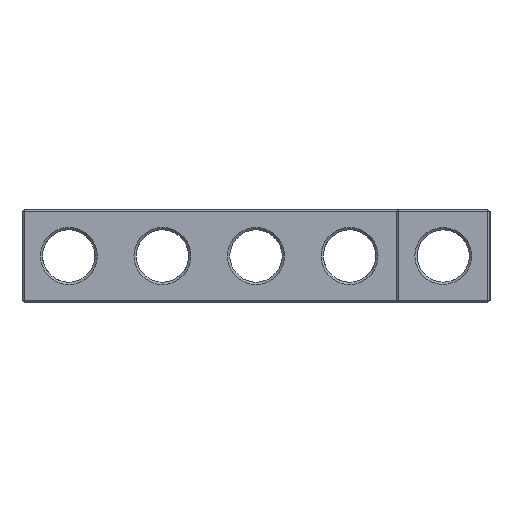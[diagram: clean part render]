
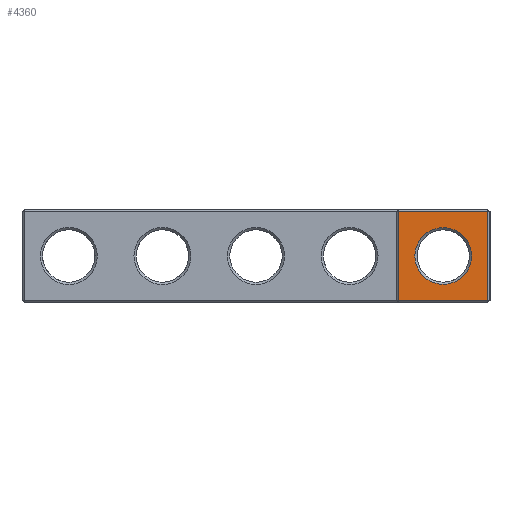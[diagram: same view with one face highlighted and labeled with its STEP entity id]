
A CAD part, left-side view. The second image highlights one B-rep face of the part: STEP entity #4360.
In plain terms, the highlighted planar face has unit normal (-1, 0, 0).
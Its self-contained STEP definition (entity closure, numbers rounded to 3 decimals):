
#326 = PLANE('',#327);
#327 = AXIS2_PLACEMENT_3D('',#328,#329,#330);
#328 = CARTESIAN_POINT('',(-106.1,6.1,0.));
#329 = DIRECTION('',(0.707,-0.707,0.)
  );
#330 = DIRECTION('',(0.,0.,-1.));
#1182 = VERTEX_POINT('',#1183);
#1183 = CARTESIAN_POINT('',(-106.25,5.95,0.3));
#1204 = EDGE_CURVE('',#1182,#1205,#1207,.T.);
#1205 = VERTEX_POINT('',#1206);
#1206 = CARTESIAN_POINT('',(-106.25,5.95,12.2));
#1207 = SURFACE_CURVE('',#1208,(#1212,#1219),.PCURVE_S1.);
#1208 = LINE('',#1209,#1210);
#1209 = CARTESIAN_POINT('',(-106.25,5.95,0.));
#1210 = VECTOR('',#1211,1.);
#1211 = DIRECTION('',(0.,0.,1.));
#1212 = PCURVE('',#326,#1213);
#1213 = DEFINITIONAL_REPRESENTATION('',(#1214),#1218);
#1214 = LINE('',#1215,#1216);
#1215 = CARTESIAN_POINT('',(0.,-0.212));
#1216 = VECTOR('',#1217,1.);
#1217 = DIRECTION('',(-1.,0.));
#1218 = ( GEOMETRIC_REPRESENTATION_CONTEXT(2) 
PARAMETRIC_REPRESENTATION_CONTEXT() REPRESENTATION_CONTEXT('2D SPACE',''
  ) );
#1219 = PCURVE('',#1220,#1225);
#1220 = PLANE('',#1221);
#1221 = AXIS2_PLACEMENT_3D('',#1222,#1223,#1224);
#1222 = CARTESIAN_POINT('',(-106.25,6.25,0.));
#1223 = DIRECTION('',(1.,0.,0.));
#1224 = DIRECTION('',(0.,-1.,0.));
#1225 = DEFINITIONAL_REPRESENTATION('',(#1226),#1230);
#1226 = LINE('',#1227,#1228);
#1227 = CARTESIAN_POINT('',(0.3,0.));
#1228 = VECTOR('',#1229,1.);
#1229 = DIRECTION('',(0.,-1.));
#1230 = ( GEOMETRIC_REPRESENTATION_CONTEXT(2) 
PARAMETRIC_REPRESENTATION_CONTEXT() REPRESENTATION_CONTEXT('2D SPACE',''
  ) );
#1741 = PLANE('',#1742);
#1742 = AXIS2_PLACEMENT_3D('',#1743,#1744,#1745);
#1743 = CARTESIAN_POINT('',(-106.1,6.25,0.15));
#1744 = DIRECTION('',(0.707,0.,0.707)
  );
#1745 = DIRECTION('',(0.,-1.,0.));
#2617 = PLANE('',#2618);
#2618 = AXIS2_PLACEMENT_3D('',#2619,#2620,#2621);
#2619 = CARTESIAN_POINT('',(-106.1,6.25,12.35));
#2620 = DIRECTION('',(-0.707,0.,0.707
    ));
#2621 = DIRECTION('',(0.,-1.,0.));
#4360 = ADVANCED_FACE('',(#4361,#4436),#1220,.F.);
#4361 = FACE_BOUND('',#4362,.F.);
#4362 = EDGE_LOOP('',(#4363,#4393,#4414,#4415));
#4363 = ORIENTED_EDGE('',*,*,#4364,.F.);
#4364 = EDGE_CURVE('',#4365,#4367,#4369,.T.);
#4365 = VERTEX_POINT('',#4366);
#4366 = CARTESIAN_POINT('',(-106.25,-5.95,0.3));
#4367 = VERTEX_POINT('',#4368);
#4368 = CARTESIAN_POINT('',(-106.25,-5.95,12.2));
#4369 = SURFACE_CURVE('',#4370,(#4374,#4381),.PCURVE_S1.);
#4370 = LINE('',#4371,#4372);
#4371 = CARTESIAN_POINT('',(-106.25,-5.95,0.));
#4372 = VECTOR('',#4373,1.);
#4373 = DIRECTION('',(0.,0.,1.));
#4374 = PCURVE('',#1220,#4375);
#4375 = DEFINITIONAL_REPRESENTATION('',(#4376),#4380);
#4376 = LINE('',#4377,#4378);
#4377 = CARTESIAN_POINT('',(12.2,0.));
#4378 = VECTOR('',#4379,1.);
#4379 = DIRECTION('',(0.,-1.));
#4380 = ( GEOMETRIC_REPRESENTATION_CONTEXT(2) 
PARAMETRIC_REPRESENTATION_CONTEXT() REPRESENTATION_CONTEXT('2D SPACE',''
  ) );
#4381 = PCURVE('',#4382,#4387);
#4382 = PLANE('',#4383);
#4383 = AXIS2_PLACEMENT_3D('',#4384,#4385,#4386);
#4384 = CARTESIAN_POINT('',(-106.1,-6.1,0.));
#4385 = DIRECTION('',(-0.707,-0.707,0.
    ));
#4386 = DIRECTION('',(0.,0.,1.));
#4387 = DEFINITIONAL_REPRESENTATION('',(#4388),#4392);
#4388 = LINE('',#4389,#4390);
#4389 = CARTESIAN_POINT('',(0.,0.212));
#4390 = VECTOR('',#4391,1.);
#4391 = DIRECTION('',(1.,0.));
#4392 = ( GEOMETRIC_REPRESENTATION_CONTEXT(2) 
PARAMETRIC_REPRESENTATION_CONTEXT() REPRESENTATION_CONTEXT('2D SPACE',''
  ) );
#4393 = ORIENTED_EDGE('',*,*,#4394,.F.);
#4394 = EDGE_CURVE('',#1182,#4365,#4395,.T.);
#4395 = SURFACE_CURVE('',#4396,(#4400,#4407),.PCURVE_S1.);
#4396 = LINE('',#4397,#4398);
#4397 = CARTESIAN_POINT('',(-106.25,6.25,0.3));
#4398 = VECTOR('',#4399,1.);
#4399 = DIRECTION('',(0.,-1.,0.));
#4400 = PCURVE('',#1220,#4401);
#4401 = DEFINITIONAL_REPRESENTATION('',(#4402),#4406);
#4402 = LINE('',#4403,#4404);
#4403 = CARTESIAN_POINT('',(0.,-0.3));
#4404 = VECTOR('',#4405,1.);
#4405 = DIRECTION('',(1.,0.));
#4406 = ( GEOMETRIC_REPRESENTATION_CONTEXT(2) 
PARAMETRIC_REPRESENTATION_CONTEXT() REPRESENTATION_CONTEXT('2D SPACE',''
  ) );
#4407 = PCURVE('',#1741,#4408);
#4408 = DEFINITIONAL_REPRESENTATION('',(#4409),#4413);
#4409 = LINE('',#4410,#4411);
#4410 = CARTESIAN_POINT('',(0.,-0.212));
#4411 = VECTOR('',#4412,1.);
#4412 = DIRECTION('',(1.,0.));
#4413 = ( GEOMETRIC_REPRESENTATION_CONTEXT(2) 
PARAMETRIC_REPRESENTATION_CONTEXT() REPRESENTATION_CONTEXT('2D SPACE',''
  ) );
#4414 = ORIENTED_EDGE('',*,*,#1204,.T.);
#4415 = ORIENTED_EDGE('',*,*,#4416,.T.);
#4416 = EDGE_CURVE('',#1205,#4367,#4417,.T.);
#4417 = SURFACE_CURVE('',#4418,(#4422,#4429),.PCURVE_S1.);
#4418 = LINE('',#4419,#4420);
#4419 = CARTESIAN_POINT('',(-106.25,6.25,12.2));
#4420 = VECTOR('',#4421,1.);
#4421 = DIRECTION('',(0.,-1.,0.));
#4422 = PCURVE('',#1220,#4423);
#4423 = DEFINITIONAL_REPRESENTATION('',(#4424),#4428);
#4424 = LINE('',#4425,#4426);
#4425 = CARTESIAN_POINT('',(0.,-12.2));
#4426 = VECTOR('',#4427,1.);
#4427 = DIRECTION('',(1.,0.));
#4428 = ( GEOMETRIC_REPRESENTATION_CONTEXT(2) 
PARAMETRIC_REPRESENTATION_CONTEXT() REPRESENTATION_CONTEXT('2D SPACE',''
  ) );
#4429 = PCURVE('',#2617,#4430);
#4430 = DEFINITIONAL_REPRESENTATION('',(#4431),#4435);
#4431 = LINE('',#4432,#4433);
#4432 = CARTESIAN_POINT('',(0.,-0.212));
#4433 = VECTOR('',#4434,1.);
#4434 = DIRECTION('',(1.,0.));
#4435 = ( GEOMETRIC_REPRESENTATION_CONTEXT(2) 
PARAMETRIC_REPRESENTATION_CONTEXT() REPRESENTATION_CONTEXT('2D SPACE',''
  ) );
#4436 = FACE_BOUND('',#4437,.F.);
#4437 = EDGE_LOOP('',(#4438));
#4438 = ORIENTED_EDGE('',*,*,#4439,.T.);
#4439 = EDGE_CURVE('',#4440,#4440,#4442,.T.);
#4440 = VERTEX_POINT('',#4441);
#4441 = CARTESIAN_POINT('',(-106.25,0.,10.04));
#4442 = SURFACE_CURVE('',#4443,(#4448,#4459),.PCURVE_S1.);
#4443 = CIRCLE('',#4444,3.79);
#4444 = AXIS2_PLACEMENT_3D('',#4445,#4446,#4447);
#4445 = CARTESIAN_POINT('',(-106.25,0.,6.25));
#4446 = DIRECTION('',(-1.,0.,0.));
#4447 = DIRECTION('',(0.,0.,1.));
#4448 = PCURVE('',#1220,#4449);
#4449 = DEFINITIONAL_REPRESENTATION('',(#4450),#4458);
#4450 = ( BOUNDED_CURVE() B_SPLINE_CURVE(2,(#4451,#4452,#4453,#4454,
#4455,#4456,#4457),.UNSPECIFIED.,.T.,.F.) B_SPLINE_CURVE_WITH_KNOTS((1,2
    ,2,2,2,1),(-2.094,0.,2.094,4.189,
6.283,8.378),.UNSPECIFIED.) CURVE() 
GEOMETRIC_REPRESENTATION_ITEM() RATIONAL_B_SPLINE_CURVE((1.,0.5,1.,0.5,
1.,0.5,1.)) REPRESENTATION_ITEM('') );
#4451 = CARTESIAN_POINT('',(6.25,-10.04));
#4452 = CARTESIAN_POINT('',(-0.314,-10.04));
#4453 = CARTESIAN_POINT('',(2.968,-4.355));
#4454 = CARTESIAN_POINT('',(6.25,1.33));
#4455 = CARTESIAN_POINT('',(9.532,-4.355));
#4456 = CARTESIAN_POINT('',(12.814,-10.04));
#4457 = CARTESIAN_POINT('',(6.25,-10.04));
#4458 = ( GEOMETRIC_REPRESENTATION_CONTEXT(2) 
PARAMETRIC_REPRESENTATION_CONTEXT() REPRESENTATION_CONTEXT('2D SPACE',''
  ) );
#4459 = PCURVE('',#4460,#4465);
#4460 = CONICAL_SURFACE('',#4461,3.49,0.785);
#4461 = AXIS2_PLACEMENT_3D('',#4462,#4463,#4464);
#4462 = CARTESIAN_POINT('',(-105.95,0.,6.25));
#4463 = DIRECTION('',(-1.,-0.,0.));
#4464 = DIRECTION('',(0.,0.,1.));
#4465 = DEFINITIONAL_REPRESENTATION('',(#4466),#4470);
#4466 = LINE('',#4467,#4468);
#4467 = CARTESIAN_POINT('',(0.,0.3));
#4468 = VECTOR('',#4469,1.);
#4469 = DIRECTION('',(1.,0.));
#4470 = ( GEOMETRIC_REPRESENTATION_CONTEXT(2) 
PARAMETRIC_REPRESENTATION_CONTEXT() REPRESENTATION_CONTEXT('2D SPACE',''
  ) );
